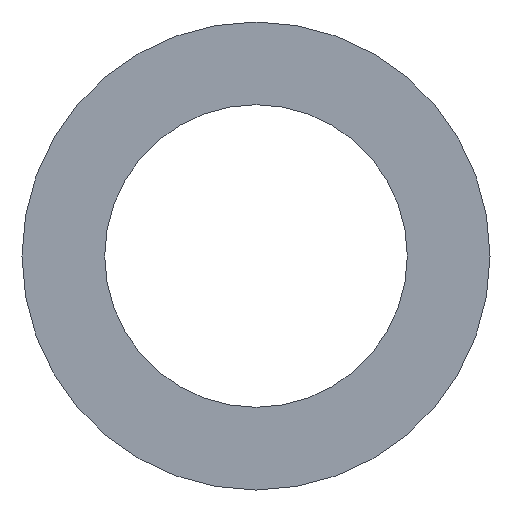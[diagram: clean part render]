
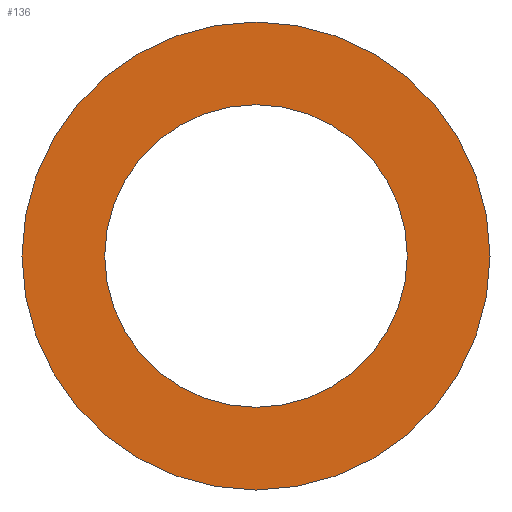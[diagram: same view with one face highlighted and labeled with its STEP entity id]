
A CAD part, left-side view. The second image highlights one B-rep face of the part: STEP entity #136.
In plain terms, the highlighted planar face has unit normal (-1, 0, 0).
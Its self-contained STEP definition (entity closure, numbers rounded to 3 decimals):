
#18 = VERTEX_POINT ( 'NONE', #74 ) ;
#25 = CARTESIAN_POINT ( 'NONE',  ( 120., 0., 3.658 ) ) ;
#26 = ORIENTED_EDGE ( 'NONE', *, *, #115, .F. ) ;
#32 = EDGE_LOOP ( 'NONE', ( #26, #90 ) ) ;
#34 = AXIS2_PLACEMENT_3D ( 'NONE', #196, #75, #176 ) ;
#43 = CARTESIAN_POINT ( 'NONE',  ( 120., 0., 0. ) ) ;
#44 = DIRECTION ( 'NONE',  ( 1., 0., 0. ) ) ;
#47 = DIRECTION ( 'NONE',  ( 1., 0., 0. ) ) ;
#57 = AXIS2_PLACEMENT_3D ( 'NONE', #144, #107, #207 ) ;
#59 = DIRECTION ( 'NONE',  ( 0., 0., -1. ) ) ;
#64 = VERTEX_POINT ( 'NONE', #178 ) ;
#67 = FACE_BOUND ( 'NONE', #130, .T. ) ;
#68 = DIRECTION ( 'NONE',  ( 1., 0., 0. ) ) ;
#74 = CARTESIAN_POINT ( 'NONE',  ( 120., 0., -3.658 ) ) ;
#75 = DIRECTION ( 'NONE',  ( -1., 0., 0. ) ) ;
#77 = CIRCLE ( 'NONE', #57, 3.658 ) ;
#79 = EDGE_CURVE ( 'NONE', #64, #100, #174, .T. ) ;
#88 = ORIENTED_EDGE ( 'NONE', *, *, #198, .F. ) ;
#90 = ORIENTED_EDGE ( 'NONE', *, *, #79, .F. ) ;
#100 = VERTEX_POINT ( 'NONE', #111 ) ;
#101 = AXIS2_PLACEMENT_3D ( 'NONE', #186, #44, #59 ) ;
#107 = DIRECTION ( 'NONE',  ( -1., 0., 0. ) ) ;
#111 = CARTESIAN_POINT ( 'NONE',  ( 120., 0., 5.658 ) ) ;
#115 = EDGE_CURVE ( 'NONE', #100, #64, #203, .T. ) ;
#119 = VERTEX_POINT ( 'NONE', #25 ) ;
#121 = EDGE_CURVE ( 'NONE', #18, #119, #137, .T. ) ;
#130 = EDGE_LOOP ( 'NONE', ( #88, #175 ) ) ;
#136 = ADVANCED_FACE ( 'NONE', ( #180, #67 ), #206, .F. ) ;
#137 = CIRCLE ( 'NONE', #34, 3.658 ) ;
#144 = CARTESIAN_POINT ( 'NONE',  ( 120., 0., 0. ) ) ;
#158 = DIRECTION ( 'NONE',  ( 0., 0., -1. ) ) ;
#166 = AXIS2_PLACEMENT_3D ( 'NONE', #43, #47, #193 ) ;
#167 = CARTESIAN_POINT ( 'NONE',  ( 120., 0., 0. ) ) ;
#174 = CIRCLE ( 'NONE', #166, 5.658 ) ;
#175 = ORIENTED_EDGE ( 'NONE', *, *, #121, .F. ) ;
#176 = DIRECTION ( 'NONE',  ( 0., 0., -1. ) ) ;
#178 = CARTESIAN_POINT ( 'NONE',  ( 120., 0., -5.658 ) ) ;
#179 = AXIS2_PLACEMENT_3D ( 'NONE', #167, #68, #158 ) ;
#180 = FACE_OUTER_BOUND ( 'NONE', #32, .T. ) ;
#186 = CARTESIAN_POINT ( 'NONE',  ( 120., 0., 0. ) ) ;
#193 = DIRECTION ( 'NONE',  ( 0., 0., -1. ) ) ;
#196 = CARTESIAN_POINT ( 'NONE',  ( 120., 0., 0. ) ) ;
#198 = EDGE_CURVE ( 'NONE', #119, #18, #77, .T. ) ;
#203 = CIRCLE ( 'NONE', #101, 5.658 ) ;
#206 = PLANE ( 'NONE',  #179 ) ;
#207 = DIRECTION ( 'NONE',  ( 0., 0., -1. ) ) ;
